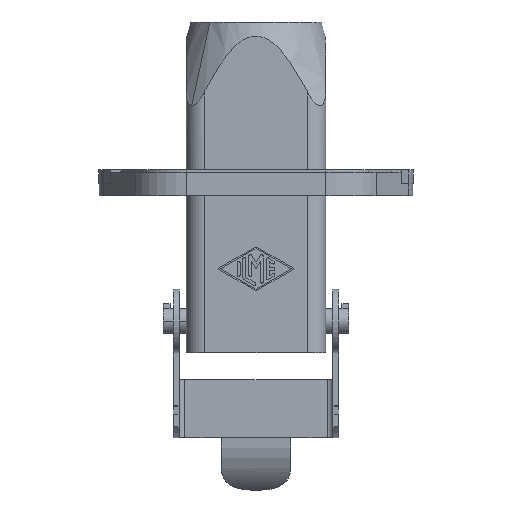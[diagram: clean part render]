
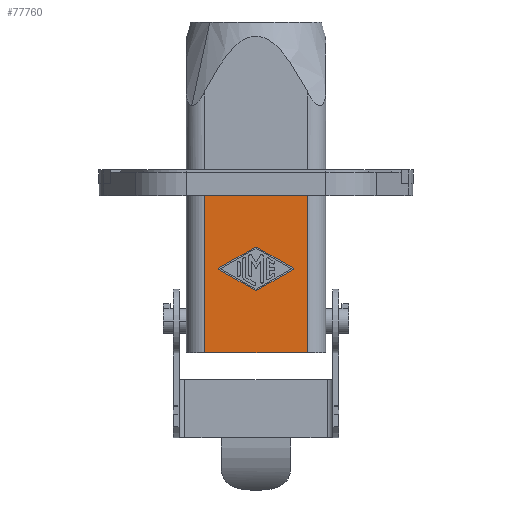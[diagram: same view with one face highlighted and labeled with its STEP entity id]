
A CAD part, front view. The second image highlights one B-rep face of the part: STEP entity #77760.
In plain terms, the highlighted planar face has unit normal (0, -1, 0).
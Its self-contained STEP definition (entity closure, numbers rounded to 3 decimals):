
#23260=CARTESIAN_POINT('',(51.266,28.359,27.1));
#23270=VERTEX_POINT('',#23260);
#23320=CARTESIAN_POINT('',(0.,28.359,27.1));
#23330=DIRECTION('',(-1.,0.,0.));
#23340=VECTOR('',#23330,1.);
#23350=LINE('',#23320,#23340);
#23360=CARTESIAN_POINT('',(33.666,28.359,27.1));
#23370=VERTEX_POINT('',#23360);
#23380=EDGE_CURVE('',#23270,#23370,#23350,.T.);
#46700=CARTESIAN_POINT('',(33.666,28.359,0.));
#46710=VERTEX_POINT('',#46700);
#46740=CARTESIAN_POINT('',(0.,28.359,0.));
#46750=DIRECTION('',(-1.,0.,0.));
#46760=VECTOR('',#46750,1.);
#46770=LINE('',#46740,#46760);
#46780=CARTESIAN_POINT('',(51.266,28.359,0.));
#46790=VERTEX_POINT('',#46780);
#46800=EDGE_CURVE('',#46790,#46710,#46770,.T.);
#48150=CARTESIAN_POINT('',(51.266,28.359,0.));
#48160=DIRECTION('',(0.,0.,1.));
#48170=VECTOR('',#48160,1.);
#48180=LINE('',#48150,#48170);
#48590=CARTESIAN_POINT('',(33.666,28.359,0.));
#48600=DIRECTION('',(0.,0.,-1.));
#48610=VECTOR('',#48600,1.);
#48620=LINE('',#48590,#48610);
#48630=EDGE_CURVE('',#23370,#46710,#48620,.T.);
#55850=EDGE_CURVE('',#46790,#23270,#48180,.T.);
#76950=CARTESIAN_POINT('',(-39.952,28.359,55.082)
);
#76960=DIRECTION('',(0.,-1.,0.));
#76970=DIRECTION('',(1.,0.,0.));
#76980=AXIS2_PLACEMENT_3D('',#76950,#76960,#76970);
#76990=PLANE('',#76980);
#77000=ORIENTED_EDGE('',*,*,#23380,.T.);
#77010=ORIENTED_EDGE('',*,*,#55850,.T.);
#77020=ORIENTED_EDGE('',*,*,#46800,.F.);
#77030=ORIENTED_EDGE('',*,*,#48630,.T.);
#77040=EDGE_LOOP('',(#77030,#77020,#77010,#77000));
#77050=FACE_OUTER_BOUND('',#77040,.T.);
#77060=CARTESIAN_POINT('',(42.466,28.359,18.));
#77070=DIRECTION('',(0.,-1.,0.));
#77080=DIRECTION('',(1.,0.,0.));
#77090=AXIS2_PLACEMENT_3D('',#77060,#77070,#77080);
#77100=CIRCLE('',#77090,0.25);
#77110=CARTESIAN_POINT('',(42.59,28.359,18.217))
;
#77120=VERTEX_POINT('',#77110);
#77130=CARTESIAN_POINT('',(42.342,28.359,18.217))
;
#77140=VERTEX_POINT('',#77130);
#77150=EDGE_CURVE('',#77120,#77140,#77100,.T.);
#77160=ORIENTED_EDGE('',*,*,#77150,.F.);
#77170=CARTESIAN_POINT('',(0.,28.359,-5.985));
#77180=DIRECTION('',(0.868,0.,
0.496));
#77190=VECTOR('',#77180,1.);
#77200=LINE('',#77170,#77190);
#77210=CARTESIAN_POINT('',(36.029,28.359,14.609))
;
#77220=VERTEX_POINT('',#77210);
#77230=EDGE_CURVE('',#77220,#77140,#77200,.T.);
#77240=ORIENTED_EDGE('',*,*,#77230,.T.);
#77250=CARTESIAN_POINT('',(36.091,28.359,14.5));
#77260=DIRECTION('',(0.,-1.,0.));
#77270=DIRECTION('',(1.,0.,0.));
#77280=AXIS2_PLACEMENT_3D('',#77250,#77260,#77270);
#77290=CIRCLE('',#77280,0.125);
#77300=CARTESIAN_POINT('',(36.029,28.359,14.391))
;
#77310=VERTEX_POINT('',#77300);
#77320=EDGE_CURVE('',#77220,#77310,#77290,.T.);
#77330=ORIENTED_EDGE('',*,*,#77320,.F.);
#77340=CARTESIAN_POINT('',(0.,28.359,34.985));
#77350=DIRECTION('',(-0.868,0.,
0.496));
#77360=VECTOR('',#77350,1.);
#77370=LINE('',#77340,#77360);
#77380=CARTESIAN_POINT('',(42.342,28.359,10.783))
;
#77390=VERTEX_POINT('',#77380);
#77400=EDGE_CURVE('',#77390,#77310,#77370,.T.);
#77410=ORIENTED_EDGE('',*,*,#77400,.T.);
#77420=CARTESIAN_POINT('',(42.466,28.359,11.));
#77430=DIRECTION('',(0.,-1.,0.));
#77440=DIRECTION('',(1.,0.,0.));
#77450=AXIS2_PLACEMENT_3D('',#77420,#77430,#77440);
#77460=CIRCLE('',#77450,0.25);
#77470=CARTESIAN_POINT('',(42.59,28.359,10.783))
;
#77480=VERTEX_POINT('',#77470);
#77490=EDGE_CURVE('',#77390,#77480,#77460,.T.);
#77500=ORIENTED_EDGE('',*,*,#77490,.F.);
#77510=CARTESIAN_POINT('',(0.,28.359,-13.561));
#77520=DIRECTION('',(-0.868,0.,
-0.496));
#77530=VECTOR('',#77520,1.);
#77540=LINE('',#77510,#77530);
#77550=CARTESIAN_POINT('',(48.903,28.359,14.391))
;
#77560=VERTEX_POINT('',#77550);
#77570=EDGE_CURVE('',#77560,#77480,#77540,.T.);
#77580=ORIENTED_EDGE('',*,*,#77570,.T.);
#77590=CARTESIAN_POINT('',(48.841,28.359,14.5));
#77600=DIRECTION('',(0.,-1.,0.));
#77610=DIRECTION('',(1.,0.,0.));
#77620=AXIS2_PLACEMENT_3D('',#77590,#77600,#77610);
#77630=CIRCLE('',#77620,0.125);
#77640=CARTESIAN_POINT('',(48.903,28.359,14.609))
;
#77650=VERTEX_POINT('',#77640);
#77660=EDGE_CURVE('',#77560,#77650,#77630,.T.);
#77670=ORIENTED_EDGE('',*,*,#77660,.F.);
#77680=CARTESIAN_POINT('',(0.,28.359,42.561));
#77690=DIRECTION('',(0.868,0.,
-0.496));
#77700=VECTOR('',#77690,1.);
#77710=LINE('',#77680,#77700);
#77720=EDGE_CURVE('',#77120,#77650,#77710,.T.);
#77730=ORIENTED_EDGE('',*,*,#77720,.T.);
#77740=EDGE_LOOP('',(#77730,#77670,#77580,#77500,#77410,#77330,#77240,
#77160));
#77750=FACE_BOUND('',#77740,.T.);
#77760=ADVANCED_FACE('',(#77050,#77750),#76990,.T.);
